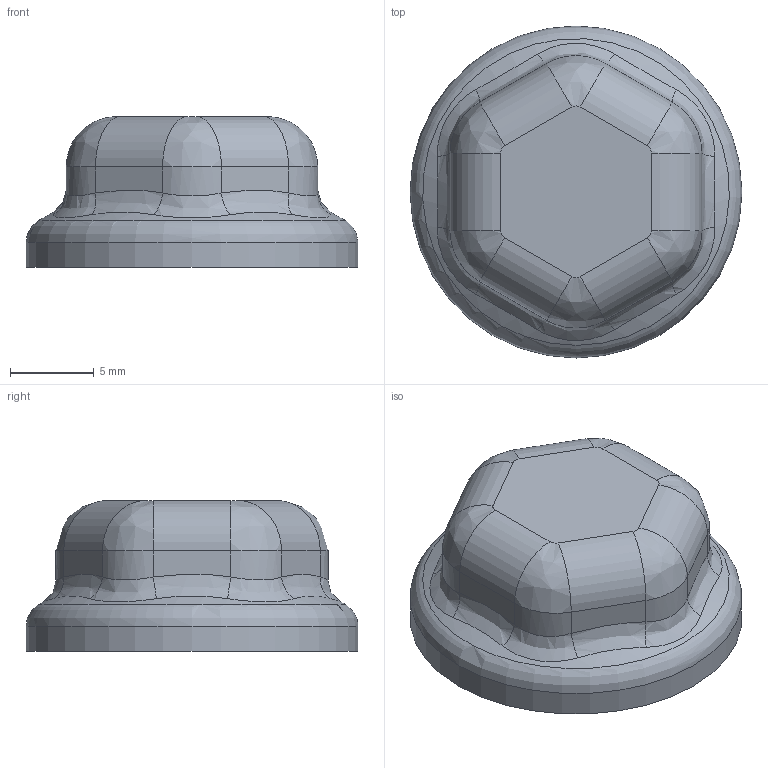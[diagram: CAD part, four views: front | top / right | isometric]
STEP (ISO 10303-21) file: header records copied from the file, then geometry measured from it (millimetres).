
FILE_DESCRIPTION( ( 'STEP AP203' ), '1' );
FILE_NAME( 'M8.step', '2022-07-27T01:57:53', ( ' ' ), ( ' ' ), 'XStep 1.0', ' ', ' ' );
FILE_SCHEMA( ( 'CONFIG_CONTROL_DESIGN' ) );
Length unit declared in the file: millimetre
Products named in the file (1): 1
Bounding box: 19.8 x 19.8 x 9 mm (x, y, z)
Volume: 829.6 mm3; surface area: 1242.3 mm2
Topology: 1 solids, 1 shells, 80 faces, 181 edges, 104 vertices
Faces by surface type: bspline 30, cylinder 25, plane 15, torus 7, cone 3
Full cylindrical faces by diameter (mm): 19.8 x1
Entity records: 5206 total; most frequent: CARTESIAN_POINT 3583, ORIENTED_EDGE 346, DIRECTION 304, EDGE_CURVE 173, AXIS2_PLACEMENT_3D 128, VERTEX_POINT 101, EDGE_LOOP 86, FACE_OUTER_BOUND 82
